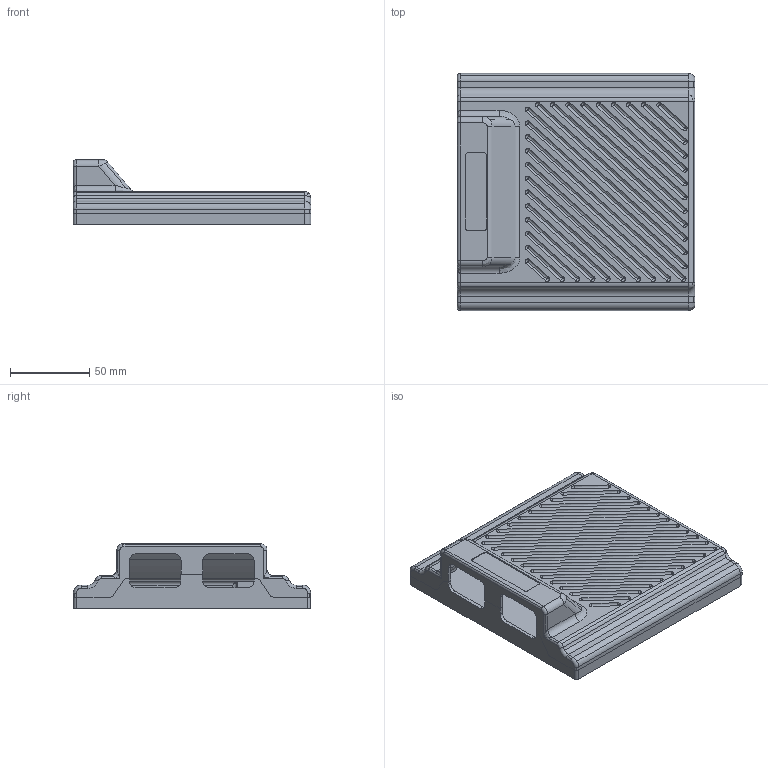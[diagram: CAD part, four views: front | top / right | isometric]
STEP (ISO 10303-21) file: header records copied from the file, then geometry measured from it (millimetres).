
FILE_DESCRIPTION (( 'STEP AP214' ), '1' );
FILE_NAME ('X20 V3 Assembly.STEP', '2022-01-27T14:45:46', ( '' ), ( '' ), 'SwSTEP 2.0', 'SolidWorks 2018', '' );
FILE_SCHEMA (( 'AUTOMOTIVE_DESIGN' ));
Length unit declared in the file: inch
Products named in the file (3): X20 Bottom V3; X20 Top V3; X20 V3 Assembly
Assembly tree (2 placements, depth 2):
  X20 V3 Assembly
    X20 Top V3
    X20 Bottom V3
Bounding box: 150.5 x 150 x 40.75 mm (x, y, z)
Volume: 135339.3 mm3; surface area: 119718.8 mm2
Topology: 2 solids, 2 shells, 891 faces, 2307 edges, 1448 vertices
Faces by surface type: cylinder 488, plane 222, torus 75, sphere 67, bspline 31, cone 8
Entity records: 30680 total; most frequent: CARTESIAN_POINT 6054, DIRECTION 5007, ORIENTED_EDGE 4414, EDGE_CURVE 2207, AXIS2_PLACEMENT_3D 2015, VERTEX_POINT 1406, CIRCLE 1150, EDGE_LOOP 1019
